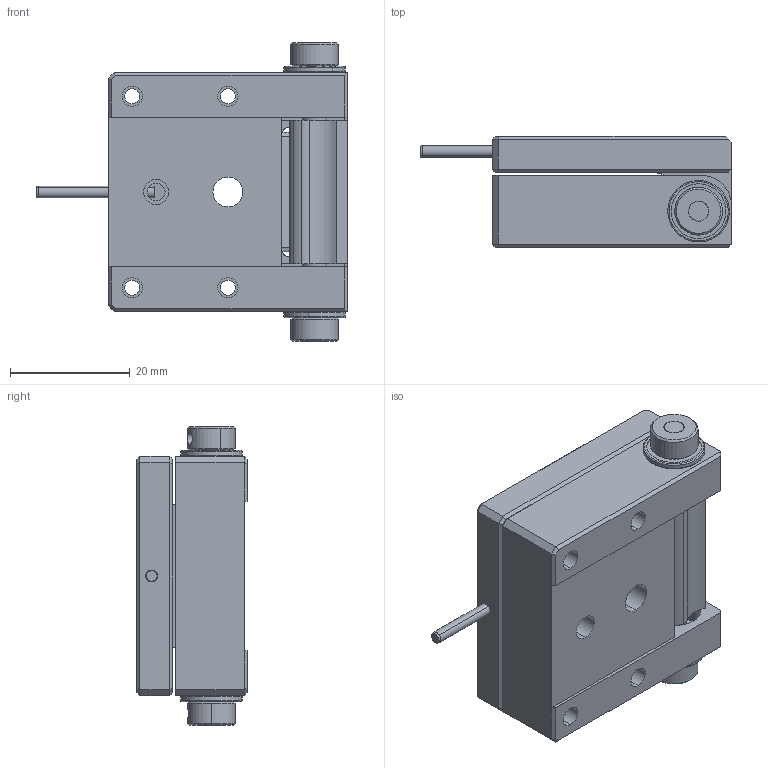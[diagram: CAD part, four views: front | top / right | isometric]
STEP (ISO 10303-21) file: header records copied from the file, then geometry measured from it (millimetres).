
FILE_DESCRIPTION (( 'STEP AP203' ), '1' );
FILE_NAME ('NOS40.step', '2019-05-09T09:00:43', ( '' ), ( '' ), 'SwSTEP 2.0', 'SolidWorks 2016', '' );
FILE_SCHEMA (( 'CONFIG_CONTROL_DESIGN' ));
Length unit declared in the file: millimetre
Products named in the file (1): NOS40
Bounding box: 52 x 18.5 x 50 mm (x, y, z)
Surface area: 11419.4 mm2 (no closed solid volume)
Topology: 0 solids, 16 shells, 206 faces, 800 edges, 604 vertices
Faces by surface type: plane 106, cylinder 74, cone 14, torus 12
Entity records: 8726 total; most frequent: CARTESIAN_POINT 1843, DIRECTION 1426, ORIENTED_EDGE 1212, EDGE_CURVE 800, VERTEX_POINT 604, LINE 564, VECTOR 564, AXIS2_PLACEMENT_3D 431
